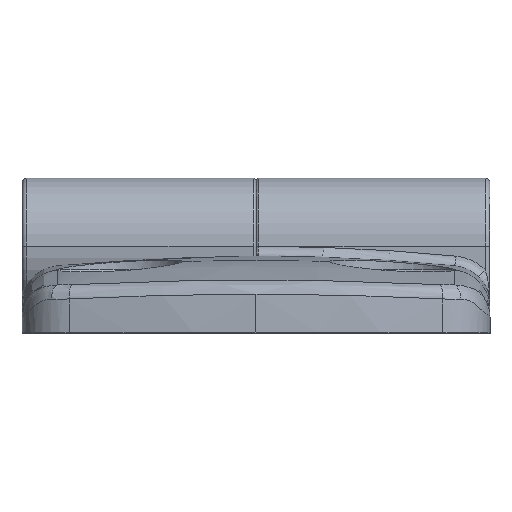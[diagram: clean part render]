
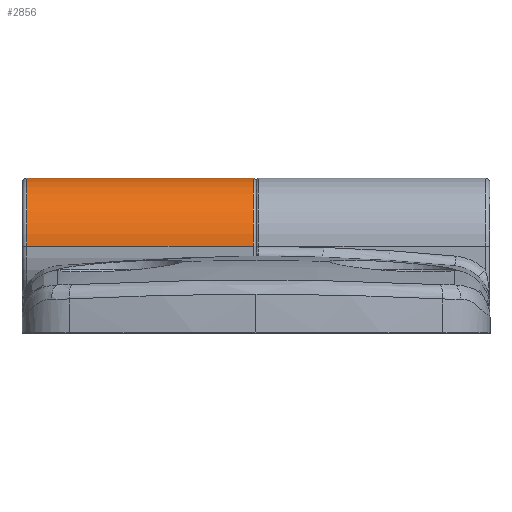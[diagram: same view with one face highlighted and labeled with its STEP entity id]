
A CAD part, top view. The second image highlights one B-rep face of the part: STEP entity #2856.
In plain terms, the highlighted cylindrical face has radius 7 mm (diameter 14 mm), a partial arc.
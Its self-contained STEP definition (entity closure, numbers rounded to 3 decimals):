
#31 = EDGE_CURVE ( 'NONE', #1984, #2357, #1377, .T. ) ;
#93 = ORIENTED_EDGE ( 'NONE', *, *, #3040, .T. ) ;
#156 = CIRCLE ( 'NONE', #1673, 7. ) ;
#318 = VERTEX_POINT ( 'NONE', #876 ) ;
#412 = ORIENTED_EDGE ( 'NONE', *, *, #901, .F. ) ;
#445 = ORIENTED_EDGE ( 'NONE', *, *, #2254, .T. ) ;
#462 = DIRECTION ( 'NONE',  ( -1., 0., 0. ) ) ;
#563 = EDGE_LOOP ( 'NONE', ( #412, #445, #93, #2875 ) ) ;
#737 = CARTESIAN_POINT ( 'NONE',  ( 24., 8.9, 7. ) ) ;
#876 = CARTESIAN_POINT ( 'NONE',  ( -0.3, 8.9, -7. ) ) ;
#901 = EDGE_CURVE ( 'NONE', #2398, #2357, #2155, .T. ) ;
#1006 = AXIS2_PLACEMENT_3D ( 'NONE', #3098, #3163, #3313 ) ;
#1119 = VECTOR ( 'NONE', #1832, 1000. ) ;
#1377 = CIRCLE ( 'NONE', #1821, 7. ) ;
#1413 = CARTESIAN_POINT ( 'NONE',  ( -0.3, 8.9, 7. ) ) ;
#1510 = CARTESIAN_POINT ( 'NONE',  ( -23.5, 8.9, 7. ) ) ;
#1608 = DIRECTION ( 'NONE',  ( 0., 0., -1. ) ) ;
#1610 = DIRECTION ( 'NONE',  ( -1., 0., 0. ) ) ;
#1614 = CARTESIAN_POINT ( 'NONE',  ( -0.3, 8.9, 0. ) ) ;
#1673 = AXIS2_PLACEMENT_3D ( 'NONE', #1614, #1610, #1608 ) ;
#1701 = FACE_OUTER_BOUND ( 'NONE', #563, .T. ) ;
#1821 = AXIS2_PLACEMENT_3D ( 'NONE', #2685, #2676, #2723 ) ;
#1832 = DIRECTION ( 'NONE',  ( -1., 0., 0. ) ) ;
#1836 = CARTESIAN_POINT ( 'NONE',  ( -23.5, 8.9, -7. ) ) ;
#1849 = CARTESIAN_POINT ( 'NONE',  ( 24., 8.9, -7. ) ) ;
#1984 = VERTEX_POINT ( 'NONE', #1836 ) ;
#2155 = LINE ( 'NONE', #737, #2587 ) ;
#2254 = EDGE_CURVE ( 'NONE', #2398, #318, #156, .T. ) ;
#2357 = VERTEX_POINT ( 'NONE', #1510 ) ;
#2398 = VERTEX_POINT ( 'NONE', #1413 ) ;
#2493 = LINE ( 'NONE', #1849, #1119 ) ;
#2587 = VECTOR ( 'NONE', #462, 1000. ) ;
#2676 = DIRECTION ( 'NONE',  ( 1., 0., 0. ) ) ;
#2685 = CARTESIAN_POINT ( 'NONE',  ( -23.5, 8.9, 0. ) ) ;
#2723 = DIRECTION ( 'NONE',  ( 0., 0., 1. ) ) ;
#2856 = ADVANCED_FACE ( 'NONE', ( #1701 ), #2905, .T. ) ;
#2875 = ORIENTED_EDGE ( 'NONE', *, *, #31, .T. ) ;
#2905 = CYLINDRICAL_SURFACE ( 'NONE', #1006, 7. ) ;
#3040 = EDGE_CURVE ( 'NONE', #318, #1984, #2493, .T. ) ;
#3098 = CARTESIAN_POINT ( 'NONE',  ( 24., 8.9, 0. ) ) ;
#3163 = DIRECTION ( 'NONE',  ( -1., 0., 0. ) ) ;
#3313 = DIRECTION ( 'NONE',  ( 0., 0., 1. ) ) ;
